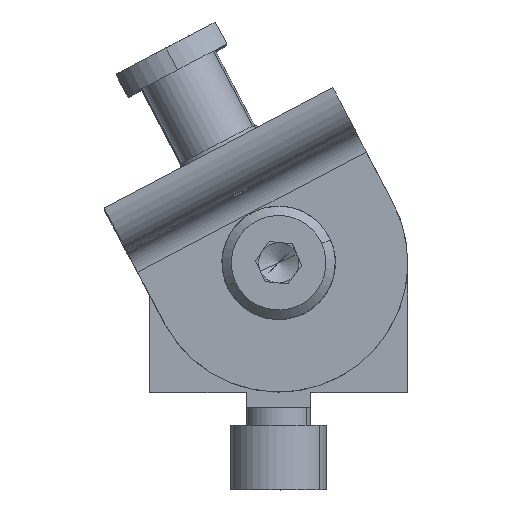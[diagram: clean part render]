
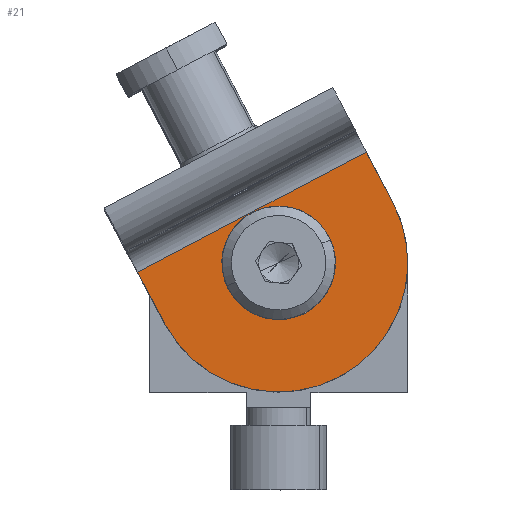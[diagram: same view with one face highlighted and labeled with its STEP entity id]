
A CAD part, top view. The second image highlights one B-rep face of the part: STEP entity #21.
In plain terms, the highlighted planar face has unit normal (0, 0, 1).
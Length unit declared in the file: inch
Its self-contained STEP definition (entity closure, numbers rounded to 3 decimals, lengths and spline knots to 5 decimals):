
#7 = EDGE_LOOP ( 'NONE', ( #6200, #4844 ) ) ;
#21 = ADVANCED_FACE ( 'NONE', ( #839, #840 ), #841, .F. ) ;
#220 = EDGE_CURVE ( 'NONE', #6294, #484, #1724, .T. ) ;
#424 = VERTEX_POINT ( 'NONE', #3467 ) ;
#484 = VERTEX_POINT ( 'NONE', #3747 ) ;
#534 = VERTEX_POINT ( 'NONE', #3950 ) ;
#839 = FACE_BOUND ( 'NONE', #7, .T. ) ;
#840 = FACE_OUTER_BOUND ( 'NONE', #4619, .T. ) ;
#841 = PLANE ( 'NONE',  #842 ) ;
#842 = AXIS2_PLACEMENT_3D ( 'NONE', #843, #844, #845 ) ;
#843 = CARTESIAN_POINT ( 'NONE',  ( -1., 0., 0.188 ) ) ;
#844 = DIRECTION ( 'NONE',  ( 0., 0., -1. ) ) ;
#845 = DIRECTION ( 'NONE',  ( -1., 0., 0. ) ) ;
#1151 = ORIENTED_EDGE ( 'NONE', *, *, #220, .T. ) ;
#1240 = VERTEX_POINT ( 'NONE', #2897 ) ;
#1653 = EDGE_CURVE ( 'NONE', #424, #6294, #3252, .T. ) ;
#1724 = CIRCLE ( 'NONE', #1725, 0.5 ) ;
#1725 = AXIS2_PLACEMENT_3D ( 'NONE', #1726, #1727, #1728 ) ;
#1726 = CARTESIAN_POINT ( 'NONE',  ( -0.5, 0.5, 0.188 ) ) ;
#1727 = DIRECTION ( 'NONE',  ( 0., 0., 1. ) ) ;
#1728 = DIRECTION ( 'NONE',  ( -1., 0., 0. ) ) ;
#1958 = LINE ( 'NONE', #1959, #1960 ) ;
#1959 = CARTESIAN_POINT ( 'NONE',  ( 0., 0.278, 0.188 ) ) ;
#1960 = VECTOR ( 'NONE', #1961, 39.37008 ) ;
#1961 = DIRECTION ( 'NONE',  ( 1., 0., 0. ) ) ;
#2003 = ORIENTED_EDGE ( 'NONE', *, *, #1653, .T. ) ;
#2198 = LINE ( 'NONE', #2199, #2200 ) ;
#2199 = CARTESIAN_POINT ( 'NONE',  ( -1., 0., 0.188 ) ) ;
#2200 = VECTOR ( 'NONE', #2201, 39.37008 ) ;
#2201 = DIRECTION ( 'NONE',  ( 0., 1., 0. ) ) ;
#2843 = CIRCLE ( 'NONE', #2844, 0.1875 ) ;
#2844 = AXIS2_PLACEMENT_3D ( 'NONE', #2845, #2846, #2847 ) ;
#2845 = CARTESIAN_POINT ( 'NONE',  ( -0.5, 0.5, 0.188 ) ) ;
#2846 = DIRECTION ( 'NONE',  ( 0., 0., 1. ) ) ;
#2847 = DIRECTION ( 'NONE',  ( 1., 0., 0. ) ) ;
#2897 = CARTESIAN_POINT ( 'NONE',  ( -0.6875, 0.5, 0.188 ) ) ;
#3252 = LINE ( 'NONE', #3253, #3254 ) ;
#3253 = CARTESIAN_POINT ( 'NONE',  ( 0., 0., 0.188 ) ) ;
#3254 = VECTOR ( 'NONE', #3255, 39.37008 ) ;
#3255 = DIRECTION ( 'NONE',  ( 0., 1., 0. ) ) ;
#3467 = CARTESIAN_POINT ( 'NONE',  ( 0., 0.278, 0.188 ) ) ;
#3545 = CARTESIAN_POINT ( 'NONE',  ( -0.3125, 0.5, 0.188 ) ) ;
#3633 = CIRCLE ( 'NONE', #3636, 0.1875 ) ;
#3636 = AXIS2_PLACEMENT_3D ( 'NONE', #3637, #3638, #3639 ) ;
#3637 = CARTESIAN_POINT ( 'NONE',  ( -0.5, 0.5, 0.188 ) ) ;
#3638 = DIRECTION ( 'NONE',  ( 0., 0., 1. ) ) ;
#3639 = DIRECTION ( 'NONE',  ( 1., 0., 0. ) ) ;
#3747 = CARTESIAN_POINT ( 'NONE',  ( -1., 0.5, 0.188 ) ) ;
#3950 = CARTESIAN_POINT ( 'NONE',  ( -1., 0.278, 0.188 ) ) ;
#4081 = CARTESIAN_POINT ( 'NONE',  ( 0., 0.5, 0.188 ) ) ;
#4122 = ORIENTED_EDGE ( 'NONE', *, *, #6426, .F. ) ;
#4619 = EDGE_LOOP ( 'NONE', ( #4122, #6383, #2003, #1151 ) ) ;
#4844 = ORIENTED_EDGE ( 'NONE', *, *, #5675, .F. ) ;
#5675 = EDGE_CURVE ( 'NONE', #1240, #6588, #2843, .T. ) ;
#6167 = EDGE_CURVE ( 'NONE', #6588, #1240, #3633, .T. ) ;
#6200 = ORIENTED_EDGE ( 'NONE', *, *, #6167, .F. ) ;
#6294 = VERTEX_POINT ( 'NONE', #4081 ) ;
#6383 = ORIENTED_EDGE ( 'NONE', *, *, #6396, .T. ) ;
#6396 = EDGE_CURVE ( 'NONE', #534, #424, #1958, .T. ) ;
#6426 = EDGE_CURVE ( 'NONE', #534, #484, #2198, .T. ) ;
#6588 = VERTEX_POINT ( 'NONE', #3545 ) ;
